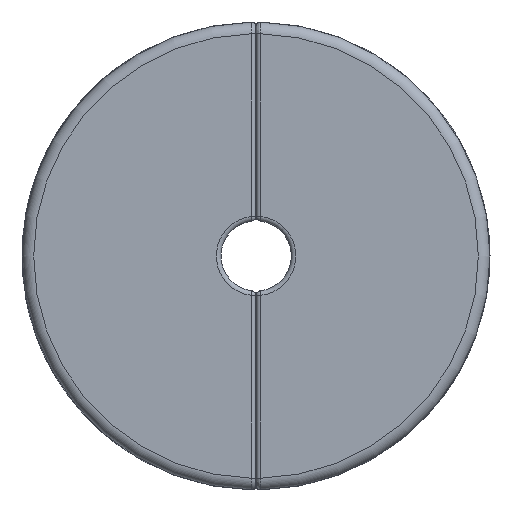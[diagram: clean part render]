
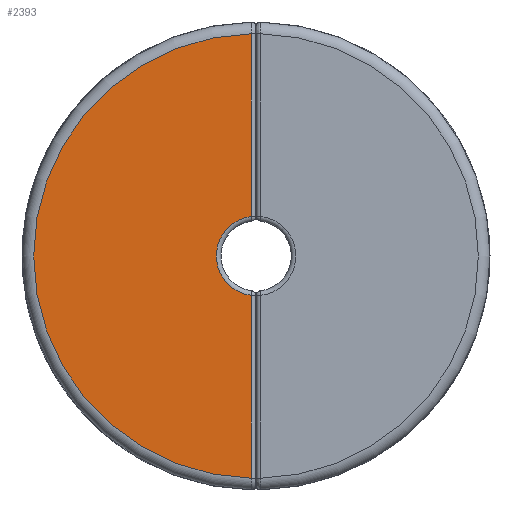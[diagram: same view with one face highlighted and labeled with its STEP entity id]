
A CAD part, left-side view. The second image highlights one B-rep face of the part: STEP entity #2393.
In plain terms, the highlighted planar face has unit normal (-1, 0, 0).
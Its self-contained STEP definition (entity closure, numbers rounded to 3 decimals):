
#50=PLANE('',#2631);
#265=FACE_OUTER_BOUND('',#427,.T.);
#427=EDGE_LOOP('',(#1838,#1839,#1840,#1841));
#552=CIRCLE('',#2518,1.7);
#619=CIRCLE('',#2632,9.5);
#719=LINE('',#3651,#839);
#721=LINE('',#3671,#841);
#839=VECTOR('',#2856,10.);
#841=VECTOR('',#2878,10.);
#965=VERTEX_POINT('',#3600);
#969=VERTEX_POINT('',#3636);
#974=VERTEX_POINT('',#3660);
#977=VERTEX_POINT('',#3667);
#1196=EDGE_CURVE('',#969,#965,#719,.T.);
#1205=EDGE_CURVE('',#974,#977,#721,.T.);
#1214=EDGE_CURVE('',#965,#974,#552,.T.);
#1343=EDGE_CURVE('',#977,#969,#619,.T.);
#1838=ORIENTED_EDGE('',*,*,#1196,.F.);
#1839=ORIENTED_EDGE('',*,*,#1343,.F.);
#1840=ORIENTED_EDGE('',*,*,#1205,.F.);
#1841=ORIENTED_EDGE('',*,*,#1214,.F.);
#2393=ADVANCED_FACE('',(#265),#50,.T.);
#2518=AXIS2_PLACEMENT_3D('',#3720,#2893,#2894);
#2631=AXIS2_PLACEMENT_3D('',#4857,#3163,#3164);
#2632=AXIS2_PLACEMENT_3D('',#4858,#3165,#3166);
#2856=DIRECTION('',(0.,0.,-1.));
#2878=DIRECTION('',(0.,0.,-1.));
#2893=DIRECTION('center_axis',(-1.,0.,0.));
#2894=DIRECTION('ref_axis',(0.,1.,0.));
#3163=DIRECTION('center_axis',(-1.,0.,0.));
#3164=DIRECTION('ref_axis',(0.,0.,1.));
#3165=DIRECTION('center_axis',(1.,0.,0.));
#3166=DIRECTION('ref_axis',(0.,1.,0.));
#3600=CARTESIAN_POINT('',(24.5,0.2,-14.309));
#3636=CARTESIAN_POINT('',(24.5,0.2,-6.502));
#3651=CARTESIAN_POINT('',(24.5,0.2,-16.));
#3660=CARTESIAN_POINT('',(24.5,0.2,-17.685));
#3667=CARTESIAN_POINT('',(24.5,0.2,-25.498));
#3671=CARTESIAN_POINT('',(24.5,0.2,-16.));
#3720=CARTESIAN_POINT('Origin',(24.5,-0.003,-15.997));
#4857=CARTESIAN_POINT('Origin',(24.5,0.,-16.));
#4858=CARTESIAN_POINT('Origin',(24.5,0.,-16.));
